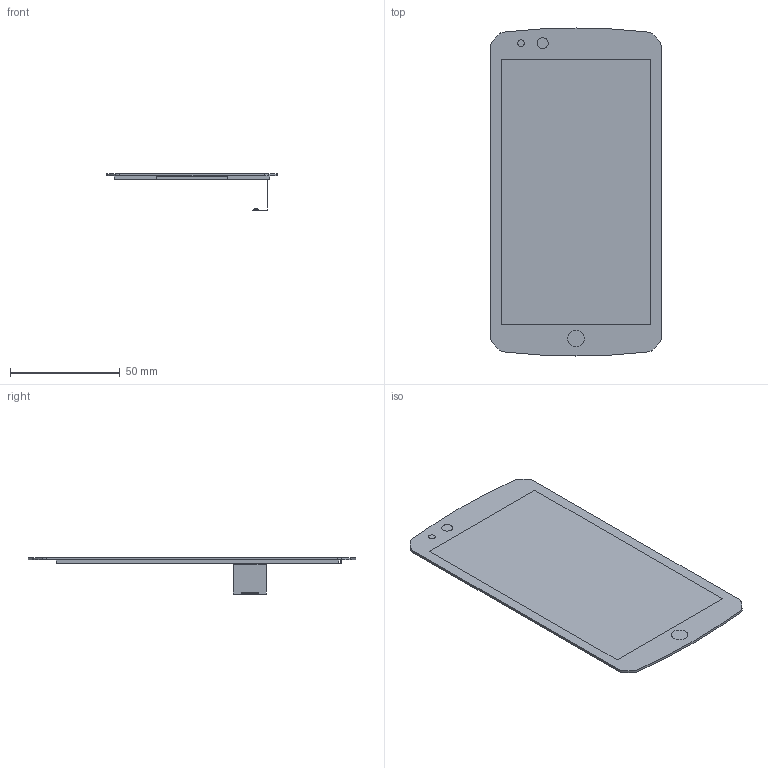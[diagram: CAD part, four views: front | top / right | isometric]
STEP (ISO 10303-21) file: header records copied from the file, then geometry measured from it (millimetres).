
FILE_DESCRIPTION(/* description */ (''),/* implementation_level */ '2;1');
FILE_NAME(/* name */ 'KEC LCD v8.step',/* time_stamp */ '2023-03-12T19:53:25+03:00',/* author */ (''),/* organization */ (''),/* preprocessor_version */ 'ST-DEVELOPER v19.2',/* originating_system */ 'Autodesk Translation Framework v11.17.0.187',/* authorisation */ '');
FILE_SCHEMA (('AUTOMOTIVE_DESIGN { 1 0 10303 214 3 1 1 }'));
Length unit declared in the file: millimetre
Products named in the file (2): KEC LCD; axe630124
Assembly tree (1 placements, depth 2):
  KEC LCD
    axe630124
Bounding box: 77.6 x 149.1 x 16.8 mm (x, y, z)
Volume: 26255.4 mm3; surface area: 47506.2 mm2
Topology: 8 solids, 8 shells, 662 faces, 1799 edges, 1158 vertices
Faces by surface type: plane 544, cylinder 93, bspline 17, cone 4, torus 4
Full cylindrical faces by diameter (mm): 3 x2, 5 x2, 7.547 x2
Entity records: 23196 total; most frequent: CARTESIAN_POINT 6171, ORIENTED_EDGE 3590, DIRECTION 3295, EDGE_CURVE 1795, LINE 1499, VECTOR 1499, VERTEX_POINT 1158, AXIS2_PLACEMENT_3D 898
